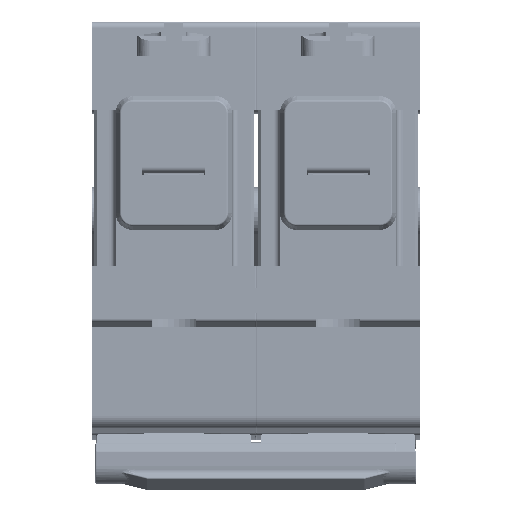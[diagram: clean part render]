
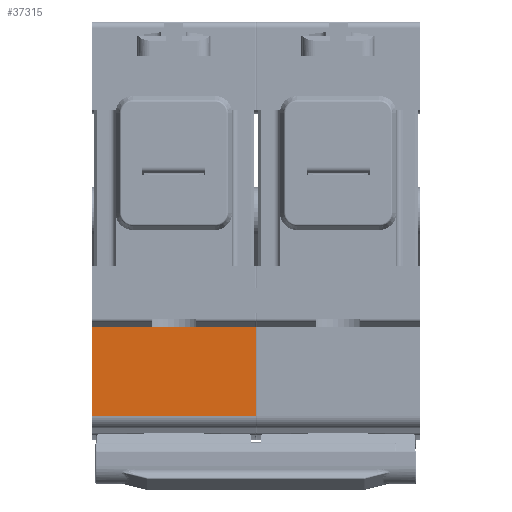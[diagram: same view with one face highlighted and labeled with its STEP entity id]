
A CAD part, left-side view. The second image highlights one B-rep face of the part: STEP entity #37315.
In plain terms, the highlighted planar face has unit normal (-1, 0, 0).
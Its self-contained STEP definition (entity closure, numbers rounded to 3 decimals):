
#6542=LINE('',#214240,#22026);
#6544=LINE('',#214248,#22028);
#7856=LINE('',#217760,#23340);
#7857=LINE('',#217762,#23341);
#7858=LINE('',#217763,#23342);
#22026=VECTOR('',#169899,1.);
#22028=VECTOR('',#169909,1.);
#23340=VECTOR('',#173269,1.);
#23341=VECTOR('',#173272,1.);
#23342=VECTOR('',#173273,1.);
#37315=ADVANCED_FACE('',(#50214),#44797,.T.);
#44797=PLANE('',#154137);
#50214=FACE_OUTER_BOUND('',#58016,.T.);
#58016=EDGE_LOOP('',(#72673,#72674,#72675,#72676,#72677));
#72673=ORIENTED_EDGE('',*,*,#127785,.F.);
#72674=ORIENTED_EDGE('',*,*,#127784,.T.);
#72675=ORIENTED_EDGE('',*,*,#127786,.F.);
#72676=ORIENTED_EDGE('',*,*,#126087,.T.);
#72677=ORIENTED_EDGE('',*,*,#126083,.F.);
#110875=VERTEX_POINT('',#214237);
#110876=VERTEX_POINT('',#214241);
#110878=VERTEX_POINT('',#214249);
#111927=VERTEX_POINT('',#217751);
#111931=VERTEX_POINT('',#217759);
#126083=EDGE_CURVE('',#110875,#110876,#6542,.T.);
#126087=EDGE_CURVE('',#110878,#110876,#6544,.T.);
#127784=EDGE_CURVE('',#111927,#111931,#7856,.T.);
#127785=EDGE_CURVE('',#111927,#110875,#7857,.T.);
#127786=EDGE_CURVE('',#110878,#111931,#7858,.T.);
#154137=AXIS2_PLACEMENT_3D('',#217764,#173274,#173275);
#169899=DIRECTION('',(0.,0.,1.));
#169909=DIRECTION('',(0.,1.,0.));
#173269=DIRECTION('',(0.,0.,1.));
#173272=DIRECTION('',(0.,1.,0.));
#173273=DIRECTION('',(0.,-1.,0.));
#173274=DIRECTION('',(-1.,0.,0.));
#173275=DIRECTION('',(0.,0.,1.));
#214237=CARTESIAN_POINT('',(-91.738,52.9,-111.901));
#214240=CARTESIAN_POINT('',(-91.738,52.9,-111.901));
#214241=CARTESIAN_POINT('',(-91.738,52.9,-97.493));
#214248=CARTESIAN_POINT('',(-91.738,39.75,-97.493));
#214249=CARTESIAN_POINT('',(-91.738,39.75,-97.493));
#217751=CARTESIAN_POINT('',(-91.738,26.5,-111.901));
#217759=CARTESIAN_POINT('',(-91.738,26.5,-97.493));
#217760=CARTESIAN_POINT('',(-91.738,26.5,-111.901));
#217762=CARTESIAN_POINT('',(-91.738,26.5,-111.901));
#217763=CARTESIAN_POINT('',(-91.738,39.75,-97.493));
#217764=CARTESIAN_POINT('',(-91.738,53.,-99.093));
